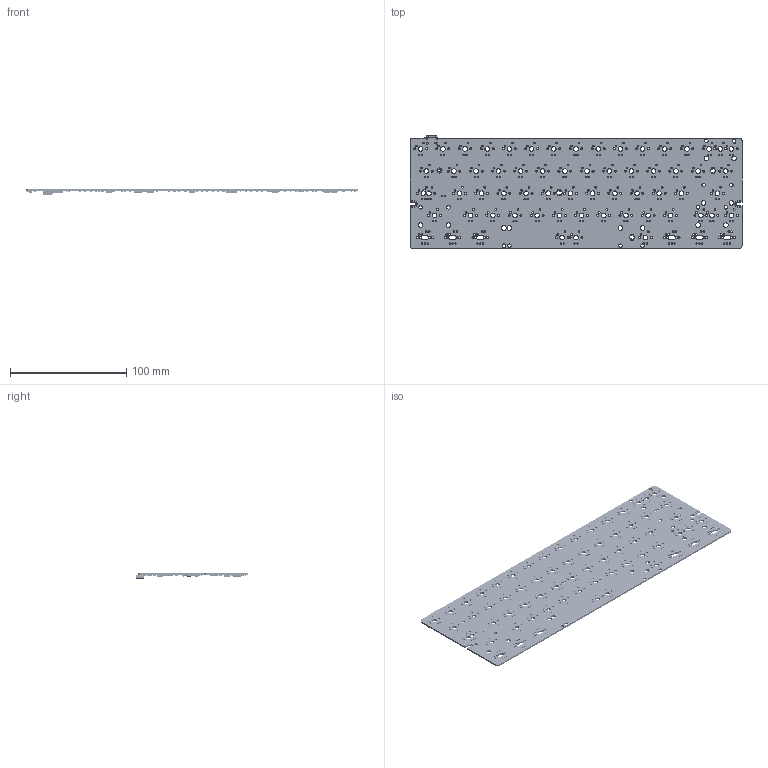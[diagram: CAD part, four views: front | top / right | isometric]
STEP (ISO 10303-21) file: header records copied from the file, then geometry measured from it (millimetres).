
FILE_DESCRIPTION(('KiCad electronic assembly'),'2;1');
FILE_NAME('ANC60_v2_withUSB.step','2021-05-11T20:33:08',('Pcbnew'),( 'Kicad'),'Open CASCADE STEP processor 6.9','KiCad to STEP converter' ,'Unknown');
FILE_SCHEMA(('AUTOMOTIVE_DESIGN { 1 0 10303 214 1 1 1 1 }'));
Length unit declared in the file: millimetre
Products named in the file (26): Open CASCADE STEP translator 6.9 1; LED_WS2812B_PLCC4_5.0x5.0mm_P3.2mm; SOLID; SW_SPDT_PCM12; SOT-23; C_0603_1608Metric; D_SOD-123F; HRO__TYPE-C-31-M-12; R_0603_1608Metric; SOT-23-6; SOT-23-5; LQFP-48_7x7mm_P0.5mm; Fuse_1206_3216Metric; SW_SPST_TL3342; COMPOUND
Assembly tree (189 placements, depth 3):
  Open CASCADE STEP translator 6.9 1
    LED_WS2812B_PLCC4_5.0x5.0mm_P3.2mm  x14
      SOLID
    SW_SPDT_PCM12
      SOLID
    SOT-23
      SOLID
    C_0603_1608Metric  x23
      SOLID
    D_SOD-123F  x64
      SOLID
    HRO__TYPE-C-31-M-12
      SOLID
    R_0603_1608Metric  x67
      SOLID
    SOT-23-6
      SOLID
    SOT-23-5
      SOLID
    LQFP-48_7x7mm_P0.5mm
      SOLID
    Fuse_1206_3216Metric
      SOLID
    SW_SPST_TL3342
      SOLID
    COMPOUND
Bounding box: 285 x 96.71 x 4.86 mm (x, y, z)
Volume: 41131.2 mm3; surface area: 60179.9 mm2
Topology: 177 solids, 178 shells, 7297 faces, 18987 edges, 12129 vertices
Faces by surface type: bspline 6635, cylinder 634, plane 28
Full cylindrical faces by diameter (mm): 0.5 x40, 0.65 x2, 0.9 x2, 1.04 x134, 1.47 x144, 1.75 x124, 2.499 x1, 3.048 x11, 3.988 x72
Entity records: 171931 total; most frequent: CARTESIAN_POINT 62250, ORIENTED_EDGE 13044, PCURVE 13044, DEFINITIONAL_REPRESENTATION 13044, B_SPLINE_CURVE_WITH_KNOTS 12268, DIRECTION 7524, EDGE_CURVE 6522, SURFACE_CURVE 5979
